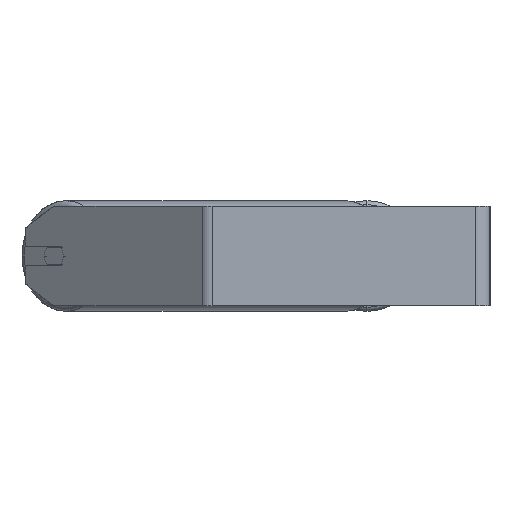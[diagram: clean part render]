
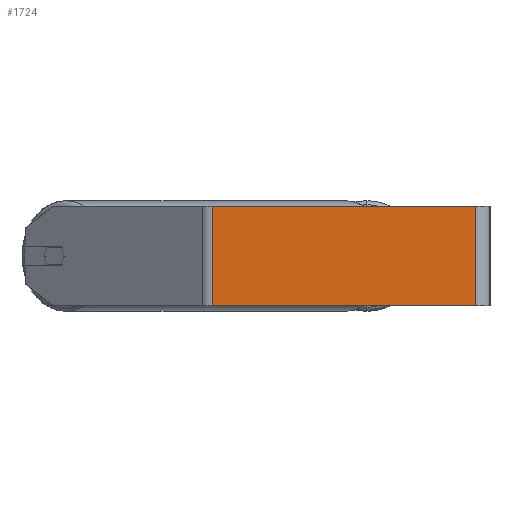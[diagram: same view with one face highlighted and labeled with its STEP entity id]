
A CAD part, left-side view. The second image highlights one B-rep face of the part: STEP entity #1724.
In plain terms, the highlighted planar face has unit normal (-1, 0, 0).
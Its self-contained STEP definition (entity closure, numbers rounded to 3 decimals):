
#455 = EDGE_CURVE ( 'NONE', #8587, #3478, #5144, .T. ) ;
#851 = EDGE_CURVE ( 'NONE', #7646, #1177, #8538, .T. ) ;
#1076 = ORIENTED_EDGE ( 'NONE', *, *, #7680, .T. ) ;
#1177 = VERTEX_POINT ( 'NONE', #1348 ) ;
#1348 = CARTESIAN_POINT ( 'NONE',  ( -605., 223.715, -40. ) ) ;
#1616 = CARTESIAN_POINT ( 'NONE',  ( -605., 12., -40. ) ) ;
#1705 = DIRECTION ( 'NONE',  ( 0., -1., 0. ) ) ;
#1724 = ADVANCED_FACE ( 'NONE', ( #4615 ), #4741, .F. ) ;
#2109 = VECTOR ( 'NONE', #1705, 1000. ) ;
#2381 = CARTESIAN_POINT ( 'NONE',  ( -605., 223.715, 40. ) ) ;
#2404 = ORIENTED_EDGE ( 'NONE', *, *, #455, .F. ) ;
#2756 = CARTESIAN_POINT ( 'NONE',  ( -605., 12., 40. ) ) ;
#2959 = CARTESIAN_POINT ( 'NONE',  ( -605., 228.082, 40. ) ) ;
#3013 = DIRECTION ( 'NONE',  ( 0., 0., -1. ) ) ;
#3478 = VERTEX_POINT ( 'NONE', #1616 ) ;
#3725 = CARTESIAN_POINT ( 'NONE',  ( -605., 12., 40. ) ) ;
#4267 = ORIENTED_EDGE ( 'NONE', *, *, #5710, .F. ) ;
#4441 = AXIS2_PLACEMENT_3D ( 'NONE', #5395, #5935, #7351 ) ;
#4497 = VECTOR ( 'NONE', #5657, 1000. ) ;
#4615 = FACE_OUTER_BOUND ( 'NONE', #8041, .T. ) ;
#4741 = PLANE ( 'NONE',  #4441 ) ;
#5004 = DIRECTION ( 'NONE',  ( 0., 0., -1. ) ) ;
#5144 = LINE ( 'NONE', #3725, #8220 ) ;
#5395 = CARTESIAN_POINT ( 'NONE',  ( -605., 228.082, 40. ) ) ;
#5657 = DIRECTION ( 'NONE',  ( 0., -1., 0. ) ) ;
#5683 = VECTOR ( 'NONE', #5004, 1000. ) ;
#5710 = EDGE_CURVE ( 'NONE', #7646, #8587, #8407, .T. ) ;
#5819 = CARTESIAN_POINT ( 'NONE',  ( -605., 223.715, 40. ) ) ;
#5935 = DIRECTION ( 'NONE',  ( 1., 0., 0. ) ) ;
#6526 = LINE ( 'NONE', #8433, #2109 ) ;
#7351 = DIRECTION ( 'NONE',  ( 0., 0., -1. ) ) ;
#7646 = VERTEX_POINT ( 'NONE', #5819 ) ;
#7680 = EDGE_CURVE ( 'NONE', #1177, #3478, #6526, .T. ) ;
#7826 = ORIENTED_EDGE ( 'NONE', *, *, #851, .T. ) ;
#8041 = EDGE_LOOP ( 'NONE', ( #1076, #2404, #4267, #7826 ) ) ;
#8220 = VECTOR ( 'NONE', #3013, 1000. ) ;
#8407 = LINE ( 'NONE', #2959, #4497 ) ;
#8433 = CARTESIAN_POINT ( 'NONE',  ( -605., 228.082, -40. ) ) ;
#8538 = LINE ( 'NONE', #2381, #5683 ) ;
#8587 = VERTEX_POINT ( 'NONE', #2756 ) ;
